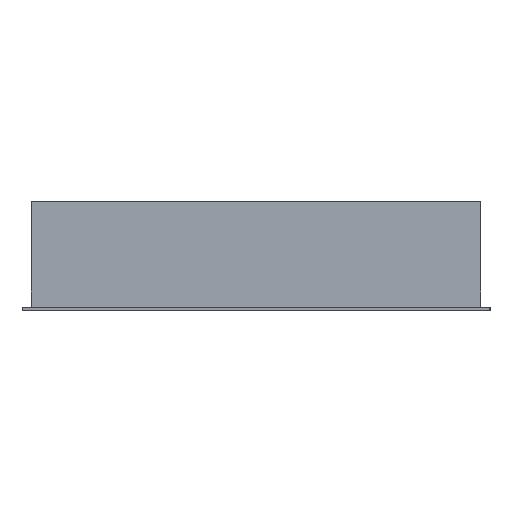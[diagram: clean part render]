
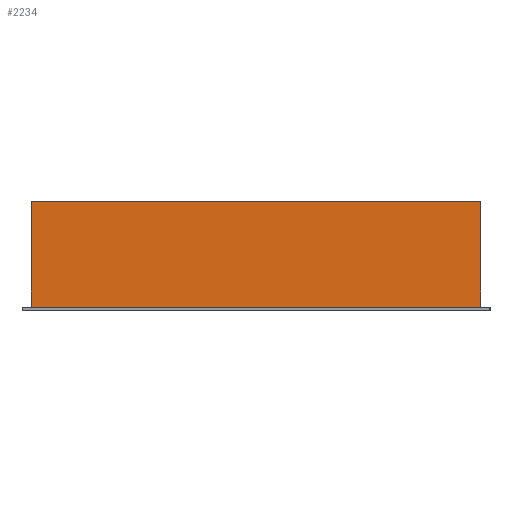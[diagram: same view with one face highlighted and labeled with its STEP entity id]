
A CAD part, left-side view. The second image highlights one B-rep face of the part: STEP entity #2234.
In plain terms, the highlighted planar face has unit normal (-1, 0, 0).
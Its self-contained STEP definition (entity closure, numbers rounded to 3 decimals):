
#980 = CARTESIAN_POINT ( 'NONE',  ( -1.6, -1.295, 0.61 ) ) ;
#1025 = CARTESIAN_POINT ( 'NONE',  ( -1.6, 1.295, 0.61 ) ) ;
#1035 = DIRECTION ( 'NONE',  ( 0., -1., 0. ) ) ;
#1036 = VECTOR ( 'NONE', #1035, 1000. ) ;
#1040 = CARTESIAN_POINT ( 'NONE',  ( -1.6, 1.295, 0. ) ) ;
#1041 = LINE ( 'NONE', #1040, #1036 ) ;
#1436 = AXIS2_PLACEMENT_3D ( 'NONE', #1527, #1526, #1525 ) ;
#1469 = PLANE ( 'NONE',  #1436 ) ;
#1477 = FACE_OUTER_BOUND ( 'NONE', #2098, .T. ) ;
#1504 = LINE ( 'NONE', #1544, #1543 ) ;
#1516 = DIRECTION ( 'NONE',  ( 0., 0., 1. ) ) ;
#1517 = VECTOR ( 'NONE', #1516, 1000. ) ;
#1520 = DIRECTION ( 'NONE',  ( 0., -1., 0. ) ) ;
#1521 = VECTOR ( 'NONE', #1520, 1000. ) ;
#1522 = CARTESIAN_POINT ( 'NONE',  ( -1.6, 1.295, 0.61 ) ) ;
#1523 = CARTESIAN_POINT ( 'NONE',  ( -1.6, 1.295, 0.61 ) ) ;
#1524 = LINE ( 'NONE', #1523, #1517 ) ;
#1525 = DIRECTION ( 'NONE',  ( 0., 0., -1. ) ) ;
#1526 = DIRECTION ( 'NONE',  ( 1., 0., 0. ) ) ;
#1527 = CARTESIAN_POINT ( 'NONE',  ( -1.6, 1.295, 0.61 ) ) ;
#1528 = LINE ( 'NONE', #1522, #1521 ) ;
#1542 = DIRECTION ( 'NONE',  ( 0., 0., 1. ) ) ;
#1543 = VECTOR ( 'NONE', #1542, 1000. ) ;
#1544 = CARTESIAN_POINT ( 'NONE',  ( -1.6, -1.295, 0.61 ) ) ;
#1570 = CARTESIAN_POINT ( 'NONE',  ( -1.6, -1.295, 0. ) ) ;
#1596 = CARTESIAN_POINT ( 'NONE',  ( -1.6, 1.295, 0. ) ) ;
#2083 = ORIENTED_EDGE ( 'NONE', *, *, #2096, .T. ) ;
#2089 = VERTEX_POINT ( 'NONE', #1025 ) ;
#2090 = VERTEX_POINT ( 'NONE', #980 ) ;
#2091 = ORIENTED_EDGE ( 'NONE', *, *, #2238, .F. ) ;
#2096 = EDGE_CURVE ( 'NONE', #2271, #2269, #1041, .T. ) ;
#2098 = EDGE_LOOP ( 'NONE', ( #2276, #2237, #2091, #2083 ) ) ;
#2234 = ADVANCED_FACE ( 'NONE', ( #1477 ), #1469, .F. ) ;
#2235 = EDGE_CURVE ( 'NONE', #2089, #2090, #1528, .T. ) ;
#2237 = ORIENTED_EDGE ( 'NONE', *, *, #2235, .F. ) ;
#2238 = EDGE_CURVE ( 'NONE', #2271, #2089, #1524, .T. ) ;
#2247 = EDGE_CURVE ( 'NONE', #2269, #2090, #1504, .T. ) ;
#2269 = VERTEX_POINT ( 'NONE', #1570 ) ;
#2271 = VERTEX_POINT ( 'NONE', #1596 ) ;
#2276 = ORIENTED_EDGE ( 'NONE', *, *, #2247, .T. ) ;
